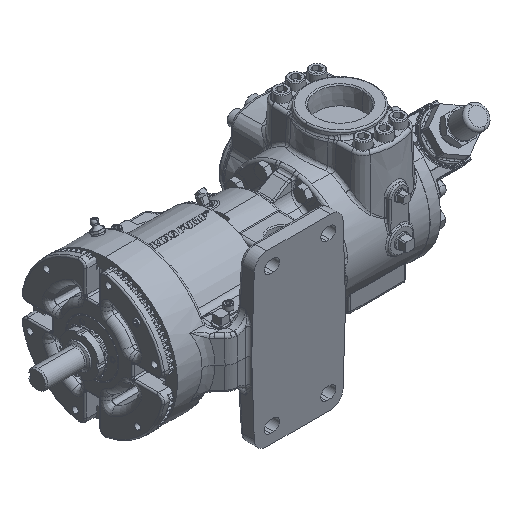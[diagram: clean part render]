
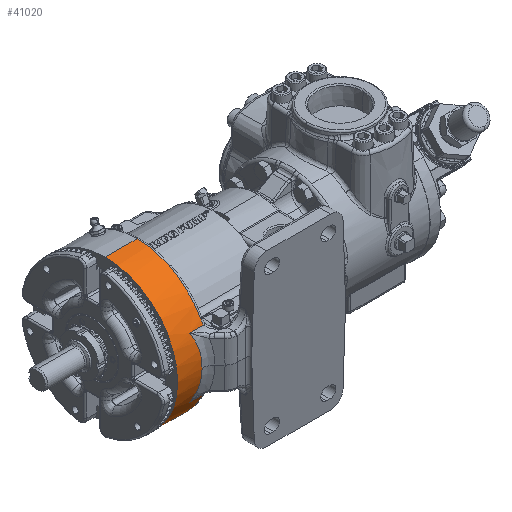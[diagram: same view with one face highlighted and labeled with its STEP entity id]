
A CAD part, isometric view. The second image highlights one B-rep face of the part: STEP entity #41020.
In plain terms, the highlighted cylindrical face has radius 73.025 mm (diameter 146.05 mm), a partial arc.
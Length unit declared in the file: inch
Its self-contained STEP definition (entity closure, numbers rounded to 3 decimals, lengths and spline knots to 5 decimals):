
#523 = ORIENTED_EDGE ( 'NONE', *, *, #193036, .T. ) ;
#2595 = CARTESIAN_POINT ( 'NONE',  ( -6.23588, -2.5249, 1.37496 ) ) ;
#2683 = ORIENTED_EDGE ( 'NONE', *, *, #191803, .T. ) ;
#4014 = CARTESIAN_POINT ( 'NONE',  ( -6.23588, 0., -2.875 ) ) ;
#5542 = VECTOR ( 'NONE', #46018, 39.37008 ) ;
#6073 = CARTESIAN_POINT ( 'NONE',  ( -6.22067, -2.58868, 1.25121 ) ) ;
#6756 = VERTEX_POINT ( 'NONE', #19234 ) ;
#9451 = CIRCLE ( 'NONE', #14359, 2.875 ) ;
#10341 = CARTESIAN_POINT ( 'NONE',  ( -6.52802, -2.875, 0. ) ) ;
#14359 = AXIS2_PLACEMENT_3D ( 'NONE', #153307, #72991, #198814 ) ;
#14982 = VERTEX_POINT ( 'NONE', #28296 ) ;
#15364 = DIRECTION ( 'NONE',  ( -1., 0., 0. ) ) ;
#19234 = CARTESIAN_POINT ( 'NONE',  ( -6.23588, 0., 2.875 ) ) ;
#24043 = CYLINDRICAL_SURFACE ( 'NONE', #249395, 2.875 ) ;
#25860 = CARTESIAN_POINT ( 'NONE',  ( -6.23588, -2.5249, -1.37496 ) ) ;
#28296 = CARTESIAN_POINT ( 'NONE',  ( -6.1987, -2.61696, -1.19043 ) ) ;
#30395 = LINE ( 'NONE', #164712, #167963 ) ;
#35982 = DIRECTION ( 'NONE',  ( 0., 0., 1. ) ) ;
#36146 = LINE ( 'NONE', #308150, #5542 ) ;
#38405 = CARTESIAN_POINT ( 'NONE',  ( -6.52802, -2.875, 0. ) ) ;
#41020 = ADVANCED_FACE ( 'NONE', ( #270051 ), #24043, .T. ) ;
#41412 = CARTESIAN_POINT ( 'NONE',  ( -9.66419, -2.61696, -1.19043 ) ) ;
#46018 = DIRECTION ( 'NONE',  ( -1., 0., 0. ) ) ;
#50246 = CARTESIAN_POINT ( 'NONE',  ( -6.22067, -2.58868, -1.25121 ) ) ;
#57743 = EDGE_CURVE ( 'NONE', #99989, #238247, #30395, .T. ) ;
#72593 = VERTEX_POINT ( 'NONE', #149091 ) ;
#72883 = EDGE_CURVE ( 'NONE', #221260, #256431, #129156, .T. ) ;
#72991 = DIRECTION ( 'NONE',  ( -1., 0., 0. ) ) ;
#74358 = CARTESIAN_POINT ( 'NONE',  ( -6.23588, -2.5249, -1.37496 ) ) ;
#84588 = EDGE_CURVE ( 'NONE', #238247, #213240, #204250, .T. ) ;
#88447 = VERTEX_POINT ( 'NONE', #157035 ) ;
#96088 =( BOUNDED_CURVE ( )  B_SPLINE_CURVE ( 3, ( #202087, #308776, #256206, #10341 ),
 .UNSPECIFIED., .F., .F. ) 
 B_SPLINE_CURVE_WITH_KNOTS ( ( 4, 4 ),
 ( 2.76403, 3.19094 ),
 .UNSPECIFIED. ) 
 CURVE ( )  GEOMETRIC_REPRESENTATION_ITEM ( )  RATIONAL_B_SPLINE_CURVE ( ( 1., 0.985, 0.985, 1. ) ) 
 REPRESENTATION_ITEM ( '' )  );
#99989 = VERTEX_POINT ( 'NONE', #4014 ) ;
#112416 = CARTESIAN_POINT ( 'NONE',  ( -6.23288, -2.55801, 1.31277 ) ) ;
#119220 = CARTESIAN_POINT ( 'NONE',  ( -6.1987, -2.61696, 1.19043 ) ) ;
#119324 = CARTESIAN_POINT ( 'NONE',  ( -6.23588, 0., 0. ) ) ;
#129156 =( BOUNDED_CURVE ( )  B_SPLINE_CURVE ( 3, ( #38405, #303892, #328545, #275830 ),
 .UNSPECIFIED., .F., .T. ) 
 B_SPLINE_CURVE_WITH_KNOTS ( ( 4, 4 ),
 ( 3.09225, 3.51916 ),
 .UNSPECIFIED. ) 
 CURVE ( )  GEOMETRIC_REPRESENTATION_ITEM ( )  RATIONAL_B_SPLINE_CURVE ( ( 1., 0.985, 0.985, 1. ) ) 
 REPRESENTATION_ITEM ( '' )  );
#130443 = EDGE_CURVE ( 'NONE', #310179, #6756, #326290, .T. ) ;
#132636 = ORIENTED_EDGE ( 'NONE', *, *, #130443, .T. ) ;
#138095 = CARTESIAN_POINT ( 'NONE',  ( -7.5, 0., 0. ) ) ;
#138523 = DIRECTION ( 'NONE',  ( -1., 0., 0. ) ) ;
#139548 = EDGE_CURVE ( 'NONE', #6756, #213240, #36146, .T. ) ;
#140742 = CARTESIAN_POINT ( 'NONE',  ( -9.66419, 0., 0. ) ) ;
#145899 = DIRECTION ( 'NONE',  ( -1., 0., 0. ) ) ;
#147363 = LINE ( 'NONE', #176986, #150094 ) ;
#149091 = CARTESIAN_POINT ( 'NONE',  ( -6.76192, -2.61696, -1.19043 ) ) ;
#150094 = VECTOR ( 'NONE', #180442, 39.37008 ) ;
#153307 = CARTESIAN_POINT ( 'NONE',  ( -6.23588, 0., 0. ) ) ;
#157035 = CARTESIAN_POINT ( 'NONE',  ( -6.1987, -2.61696, 1.19043 ) ) ;
#164219 = CARTESIAN_POINT ( 'NONE',  ( -7.5, 0., -2.875 ) ) ;
#164712 = CARTESIAN_POINT ( 'NONE',  ( -9.66419, 0., -2.875 ) ) ;
#166943 = EDGE_LOOP ( 'NONE', ( #184583, #2683, #290591, #523, #224207, #224506, #275050, #272568, #132636, #280358, #253751 ) ) ;
#167963 = VECTOR ( 'NONE', #138523, 39.37008 ) ;
#173401 = DIRECTION ( 'NONE',  ( -1., 0., 0. ) ) ;
#176986 = CARTESIAN_POINT ( 'NONE',  ( -9.66419, -2.61696, 1.19043 ) ) ;
#180442 = DIRECTION ( 'NONE',  ( 1., 0., 0. ) ) ;
#182068 = AXIS2_PLACEMENT_3D ( 'NONE', #138095, #319997, #297088 ) ;
#184583 = ORIENTED_EDGE ( 'NONE', *, *, #57743, .F. ) ;
#191803 = EDGE_CURVE ( 'NONE', #99989, #269440, #9451, .T. ) ;
#193036 = EDGE_CURVE ( 'NONE', #14982, #72593, #306996, .T. ) ;
#197911 = DIRECTION ( 'NONE',  ( 0., 0., -1. ) ) ;
#198814 = DIRECTION ( 'NONE',  ( 0., 0., -1. ) ) ;
#201701 = CARTESIAN_POINT ( 'NONE',  ( -6.52802, -2.875, 0. ) ) ;
#202087 = CARTESIAN_POINT ( 'NONE',  ( -6.76192, -2.61696, -1.19043 ) ) ;
#204250 = CIRCLE ( 'NONE', #182068, 2.875 ) ;
#209052 = CARTESIAN_POINT ( 'NONE',  ( -6.21148, -2.60321, -1.22066 ) ) ;
#210010 = VECTOR ( 'NONE', #15364, 39.37008 ) ;
#213240 = VERTEX_POINT ( 'NONE', #308944 ) ;
#220535 = CARTESIAN_POINT ( 'NONE',  ( -6.23588, -2.54188, 1.34378 ) ) ;
#221260 = VERTEX_POINT ( 'NONE', #201701 ) ;
#224207 = ORIENTED_EDGE ( 'NONE', *, *, #319760, .T. ) ;
#224506 = ORIENTED_EDGE ( 'NONE', *, *, #72883, .T. ) ;
#238247 = VERTEX_POINT ( 'NONE', #164219 ) ;
#249395 = AXIS2_PLACEMENT_3D ( 'NONE', #140742, #145899, #35982 ) ;
#250843 = EDGE_CURVE ( 'NONE', #88447, #310179, #302759, .T. ) ;
#253751 = ORIENTED_EDGE ( 'NONE', *, *, #84588, .F. ) ;
#256206 = CARTESIAN_POINT ( 'NONE',  ( -6.50412, -2.875, -0.41226 ) ) ;
#256431 = VERTEX_POINT ( 'NONE', #288770 ) ;
#269440 = VERTEX_POINT ( 'NONE', #74358 ) ;
#270051 = FACE_OUTER_BOUND ( 'NONE', #166943, .T. ) ;
#270195 = AXIS2_PLACEMENT_3D ( 'NONE', #119324, #173401, #197911 ) ;
#272568 = ORIENTED_EDGE ( 'NONE', *, *, #250843, .T. ) ;
#275050 = ORIENTED_EDGE ( 'NONE', *, *, #345766, .T. ) ;
#275830 = CARTESIAN_POINT ( 'NONE',  ( -6.76192, -2.61696, 1.19043 ) ) ;
#280358 = ORIENTED_EDGE ( 'NONE', *, *, #139548, .T. ) ;
#286553 = B_SPLINE_CURVE_WITH_KNOTS ( 'NONE', 3,
 ( #25860, #336922, #289474, #50246, #209052, #291179 ),
 .UNSPECIFIED., .F., .F.,
 ( 4, 2, 4 ),
 ( 0., 0.00266, 0.00532 ),
 .UNSPECIFIED. ) ;
#288770 = CARTESIAN_POINT ( 'NONE',  ( -6.76192, -2.61696, 1.19043 ) ) ;
#289474 = CARTESIAN_POINT ( 'NONE',  ( -6.23288, -2.55801, -1.31277 ) ) ;
#290591 = ORIENTED_EDGE ( 'NONE', *, *, #291151, .T. ) ;
#291151 = EDGE_CURVE ( 'NONE', #269440, #14982, #286553, .T. ) ;
#291179 = CARTESIAN_POINT ( 'NONE',  ( -6.1987, -2.61696, -1.19043 ) ) ;
#297088 = DIRECTION ( 'NONE',  ( 0., 1., 0. ) ) ;
#302759 = B_SPLINE_CURVE_WITH_KNOTS ( 'NONE', 3,
 ( #119220, #306237, #6073, #112416, #220535, #330813 ),
 .UNSPECIFIED., .F., .F.,
 ( 4, 2, 4 ),
 ( 0., 0.00266, 0.00532 ),
 .UNSPECIFIED. ) ;
#303892 = CARTESIAN_POINT ( 'NONE',  ( -6.50412, -2.875, 0.41226 ) ) ;
#306237 = CARTESIAN_POINT ( 'NONE',  ( -6.21148, -2.60321, 1.22066 ) ) ;
#306996 = LINE ( 'NONE', #41412, #210010 ) ;
#308150 = CARTESIAN_POINT ( 'NONE',  ( -9.66419, 0., 2.875 ) ) ;
#308776 = CARTESIAN_POINT ( 'NONE',  ( -6.58328, -2.78767, -0.81517 ) ) ;
#308944 = CARTESIAN_POINT ( 'NONE',  ( -7.5, 0., 2.875 ) ) ;
#310179 = VERTEX_POINT ( 'NONE', #2595 ) ;
#319760 = EDGE_CURVE ( 'NONE', #72593, #221260, #96088, .T. ) ;
#319997 = DIRECTION ( 'NONE',  ( -1., 0., 0. ) ) ;
#326290 = CIRCLE ( 'NONE', #270195, 2.875 ) ;
#328545 = CARTESIAN_POINT ( 'NONE',  ( -6.58328, -2.78767, 0.81517 ) ) ;
#330813 = CARTESIAN_POINT ( 'NONE',  ( -6.23588, -2.5249, 1.37496 ) ) ;
#336922 = CARTESIAN_POINT ( 'NONE',  ( -6.23588, -2.54188, -1.34378 ) ) ;
#345766 = EDGE_CURVE ( 'NONE', #256431, #88447, #147363, .T. ) ;
